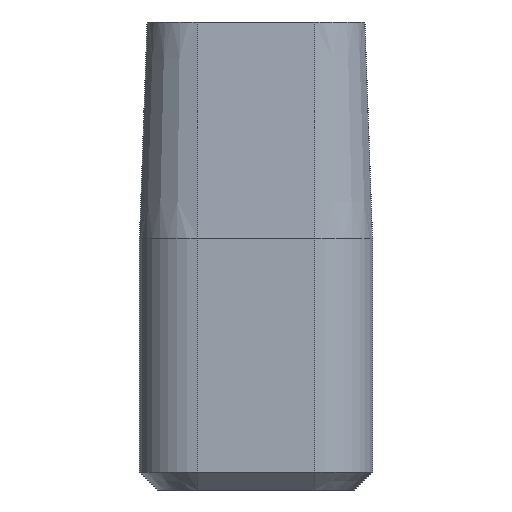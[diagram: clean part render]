
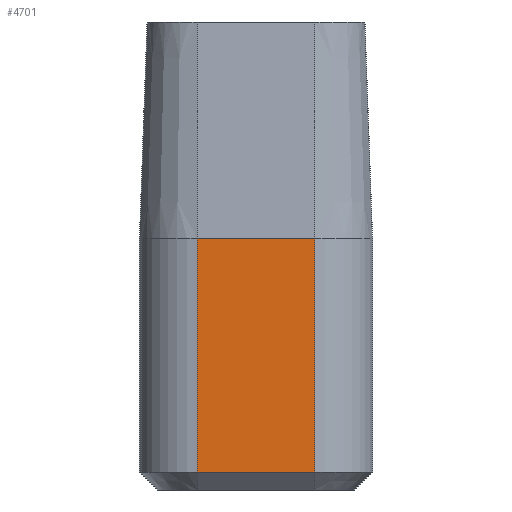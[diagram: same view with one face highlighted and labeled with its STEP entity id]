
A CAD part, front view. The second image highlights one B-rep face of the part: STEP entity #4701.
In plain terms, the highlighted planar face has unit normal (0, -1, 0).
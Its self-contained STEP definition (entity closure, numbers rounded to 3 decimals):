
#1386 = PLANE('',#1387);
#1387 = AXIS2_PLACEMENT_3D('',#1388,#1389,#1390);
#1388 = CARTESIAN_POINT('',(51.189,-11.84,54.));
#1389 = DIRECTION('',(0.,-0.999,
    0.035));
#1390 = DIRECTION('',(1.,0.,0.));
#2620 = PLANE('',#2621);
#2621 = AXIS2_PLACEMENT_3D('',#2622,#2623,#2624);
#2622 = CARTESIAN_POINT('',(46.287,-11.34,40.5));
#2623 = DIRECTION('',(0.,-0.707,-0.707));
#2624 = DIRECTION('',(-1.,0.,0.));
#4024 = CYLINDRICAL_SURFACE('',#4025,3.5);
#4025 = AXIS2_PLACEMENT_3D('',#4026,#4027,#4028);
#4026 = CARTESIAN_POINT('',(44.921,-8.35,40.));
#4027 = DIRECTION('',(0.,0.,1.));
#4028 = DIRECTION('',(1.,0.,0.));
#4145 = CYLINDRICAL_SURFACE('',#4146,3.5);
#4146 = AXIS2_PLACEMENT_3D('',#4147,#4148,#4149);
#4147 = CARTESIAN_POINT('',(50.921,-8.35,40.));
#4148 = DIRECTION('',(0.,0.,1.));
#4149 = DIRECTION('',(1.,0.,0.));
#4283 = VERTEX_POINT('',#4284);
#4284 = CARTESIAN_POINT('',(44.653,-11.84,41.));
#4306 = EDGE_CURVE('',#4283,#4307,#4309,.T.);
#4307 = VERTEX_POINT('',#4308);
#4308 = CARTESIAN_POINT('',(44.653,-11.84,54.));
#4309 = SURFACE_CURVE('',#4310,(#4314,#4321),.PCURVE_S1.);
#4310 = LINE('',#4311,#4312);
#4311 = CARTESIAN_POINT('',(44.653,-11.84,40.));
#4312 = VECTOR('',#4313,1.);
#4313 = DIRECTION('',(0.,0.,1.));
#4314 = PCURVE('',#4024,#4315);
#4315 = DEFINITIONAL_REPRESENTATION('',(#4316),#4320);
#4316 = LINE('',#4317,#4318);
#4317 = CARTESIAN_POINT('',(4.636,0.));
#4318 = VECTOR('',#4319,1.);
#4319 = DIRECTION('',(0.,1.));
#4320 = ( GEOMETRIC_REPRESENTATION_CONTEXT(2) 
PARAMETRIC_REPRESENTATION_CONTEXT() REPRESENTATION_CONTEXT('2D SPACE',''
  ) );
#4321 = PCURVE('',#4322,#4327);
#4322 = PLANE('',#4323);
#4323 = AXIS2_PLACEMENT_3D('',#4324,#4325,#4326);
#4324 = CARTESIAN_POINT('',(44.653,-11.84,40.));
#4325 = DIRECTION('',(0.,-1.,0.));
#4326 = DIRECTION('',(1.,0.,0.));
#4327 = DEFINITIONAL_REPRESENTATION('',(#4328),#4332);
#4328 = LINE('',#4329,#4330);
#4329 = CARTESIAN_POINT('',(0.,0.));
#4330 = VECTOR('',#4331,1.);
#4331 = DIRECTION('',(0.,1.));
#4332 = ( GEOMETRIC_REPRESENTATION_CONTEXT(2) 
PARAMETRIC_REPRESENTATION_CONTEXT() REPRESENTATION_CONTEXT('2D SPACE',''
  ) );
#4452 = VERTEX_POINT('',#4453);
#4453 = CARTESIAN_POINT('',(51.189,-11.84,54.));
#4475 = EDGE_CURVE('',#4476,#4452,#4478,.T.);
#4476 = VERTEX_POINT('',#4477);
#4477 = CARTESIAN_POINT('',(51.189,-11.84,41.));
#4478 = SURFACE_CURVE('',#4479,(#4483,#4490),.PCURVE_S1.);
#4479 = LINE('',#4480,#4481);
#4480 = CARTESIAN_POINT('',(51.189,-11.84,40.));
#4481 = VECTOR('',#4482,1.);
#4482 = DIRECTION('',(0.,0.,1.));
#4483 = PCURVE('',#4145,#4484);
#4484 = DEFINITIONAL_REPRESENTATION('',(#4485),#4489);
#4485 = LINE('',#4486,#4487);
#4486 = CARTESIAN_POINT('',(4.789,0.));
#4487 = VECTOR('',#4488,1.);
#4488 = DIRECTION('',(0.,1.));
#4489 = ( GEOMETRIC_REPRESENTATION_CONTEXT(2) 
PARAMETRIC_REPRESENTATION_CONTEXT() REPRESENTATION_CONTEXT('2D SPACE',''
  ) );
#4490 = PCURVE('',#4322,#4491);
#4491 = DEFINITIONAL_REPRESENTATION('',(#4492),#4496);
#4492 = LINE('',#4493,#4494);
#4493 = CARTESIAN_POINT('',(6.535,0.));
#4494 = VECTOR('',#4495,1.);
#4495 = DIRECTION('',(0.,1.));
#4496 = ( GEOMETRIC_REPRESENTATION_CONTEXT(2) 
PARAMETRIC_REPRESENTATION_CONTEXT() REPRESENTATION_CONTEXT('2D SPACE',''
  ) );
#4671 = EDGE_CURVE('',#4476,#4283,#4672,.T.);
#4672 = SURFACE_CURVE('',#4673,(#4677,#4684),.PCURVE_S1.);
#4673 = LINE('',#4674,#4675);
#4674 = CARTESIAN_POINT('',(46.287,-11.84,41.));
#4675 = VECTOR('',#4676,1.);
#4676 = DIRECTION('',(-1.,0.,0.));
#4677 = PCURVE('',#2620,#4678);
#4678 = DEFINITIONAL_REPRESENTATION('',(#4679),#4683);
#4679 = LINE('',#4680,#4681);
#4680 = CARTESIAN_POINT('',(0.,-0.707));
#4681 = VECTOR('',#4682,1.);
#4682 = DIRECTION('',(1.,0.));
#4683 = ( GEOMETRIC_REPRESENTATION_CONTEXT(2) 
PARAMETRIC_REPRESENTATION_CONTEXT() REPRESENTATION_CONTEXT('2D SPACE',''
  ) );
#4684 = PCURVE('',#4322,#4685);
#4685 = DEFINITIONAL_REPRESENTATION('',(#4686),#4690);
#4686 = LINE('',#4687,#4688);
#4687 = CARTESIAN_POINT('',(1.634,1.));
#4688 = VECTOR('',#4689,1.);
#4689 = DIRECTION('',(-1.,0.));
#4690 = ( GEOMETRIC_REPRESENTATION_CONTEXT(2) 
PARAMETRIC_REPRESENTATION_CONTEXT() REPRESENTATION_CONTEXT('2D SPACE',''
  ) );
#4701 = ADVANCED_FACE('',(#4702),#4322,.T.);
#4702 = FACE_BOUND('',#4703,.T.);
#4703 = EDGE_LOOP('',(#4704,#4725,#4726,#4727));
#4704 = ORIENTED_EDGE('',*,*,#4705,.F.);
#4705 = EDGE_CURVE('',#4307,#4452,#4706,.T.);
#4706 = SURFACE_CURVE('',#4707,(#4711,#4718),.PCURVE_S1.);
#4707 = LINE('',#4708,#4709);
#4708 = CARTESIAN_POINT('',(51.189,-11.84,54.));
#4709 = VECTOR('',#4710,1.);
#4710 = DIRECTION('',(1.,0.,0.));
#4711 = PCURVE('',#4322,#4712);
#4712 = DEFINITIONAL_REPRESENTATION('',(#4713),#4717);
#4713 = LINE('',#4714,#4715);
#4714 = CARTESIAN_POINT('',(6.535,14.));
#4715 = VECTOR('',#4716,1.);
#4716 = DIRECTION('',(1.,0.));
#4717 = ( GEOMETRIC_REPRESENTATION_CONTEXT(2) 
PARAMETRIC_REPRESENTATION_CONTEXT() REPRESENTATION_CONTEXT('2D SPACE',''
  ) );
#4718 = PCURVE('',#1386,#4719);
#4719 = DEFINITIONAL_REPRESENTATION('',(#4720),#4724);
#4720 = LINE('',#4721,#4722);
#4721 = CARTESIAN_POINT('',(0.,0.));
#4722 = VECTOR('',#4723,1.);
#4723 = DIRECTION('',(1.,0.));
#4724 = ( GEOMETRIC_REPRESENTATION_CONTEXT(2) 
PARAMETRIC_REPRESENTATION_CONTEXT() REPRESENTATION_CONTEXT('2D SPACE',''
  ) );
#4725 = ORIENTED_EDGE('',*,*,#4306,.F.);
#4726 = ORIENTED_EDGE('',*,*,#4671,.F.);
#4727 = ORIENTED_EDGE('',*,*,#4475,.T.);
